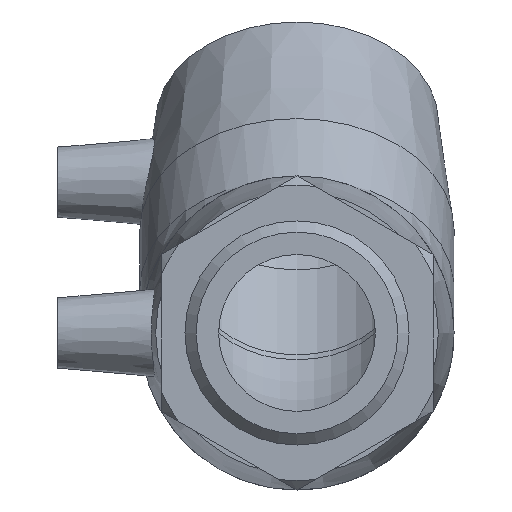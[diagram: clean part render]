
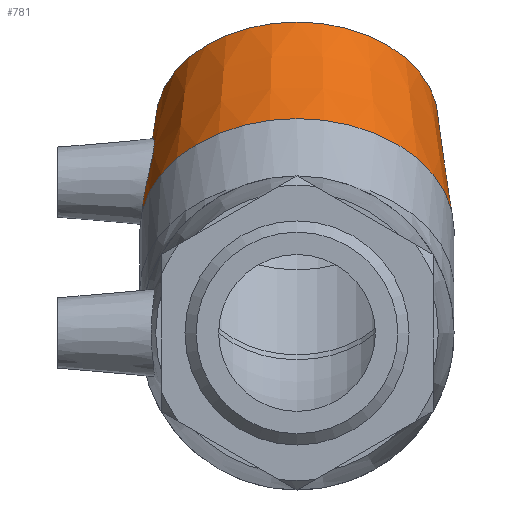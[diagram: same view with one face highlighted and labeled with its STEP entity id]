
A CAD part, left-side view. The second image highlights one B-rep face of the part: STEP entity #781.
In plain terms, the highlighted conical face has half-angle 5.885 degrees and reference radius 31.825 mm.
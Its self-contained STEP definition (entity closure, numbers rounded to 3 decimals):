
#15=B_SPLINE_CURVE_WITH_KNOTS('',3,(#1394,#1395,#1396,#1397,#1398,#1399,
#1400,#1401,#1402,#1403,#1404,#1405,#1406,#1407,#1408,#1409,#1410,#1411,
#1412,#1413,#1414,#1415,#1416,#1417,#1418,#1419,#1420,#1421,#1422,#1423,
#1424,#1425,#1426,#1427),.UNSPECIFIED.,.T.,.F.,(4,2,2,2,2,2,2,2,2,2,2,2,
2,2,2,2,4),(0.,0.34,0.68,1.023,1.365,
1.708,2.05,2.39,2.731,3.094,
3.457,3.813,4.169,4.525,4.881,
5.244,5.608),.UNSPECIFIED.);
#141=FACE_BOUND('',#284,.T.);
#142=FACE_BOUND('',#285,.T.);
#201=FACE_OUTER_BOUND('',#283,.T.);
#283=EDGE_LOOP('',(#688));
#284=EDGE_LOOP('',(#689));
#285=EDGE_LOOP('',(#690));
#346=CIRCLE('',#871,33.5);
#350=CIRCLE('',#882,30.15);
#419=VERTEX_POINT('',#1389);
#420=VERTEX_POINT('',#1393);
#424=VERTEX_POINT('',#1439);
#512=EDGE_CURVE('',#419,#419,#346,.T.);
#514=EDGE_CURVE('',#420,#420,#15,.T.);
#518=EDGE_CURVE('',#424,#424,#350,.T.);
#688=ORIENTED_EDGE('',*,*,#512,.F.);
#689=ORIENTED_EDGE('',*,*,#514,.T.);
#690=ORIENTED_EDGE('',*,*,#518,.T.);
#732=CONICAL_SURFACE('',#883,31.825,5.885);
#781=ADVANCED_FACE('',(#201,#141,#142),#732,.T.);
#871=AXIS2_PLACEMENT_3D('',#1390,#1071,#1072);
#882=AXIS2_PLACEMENT_3D('',#1440,#1093,#1094);
#883=AXIS2_PLACEMENT_3D('',#1441,#1095,#1096);
#1071=DIRECTION('center_axis',(-0.707,0.,
-0.707));
#1072=DIRECTION('ref_axis',(-0.707,0.,0.707));
#1093=DIRECTION('center_axis',(-0.707,0.,
-0.707));
#1094=DIRECTION('ref_axis',(-0.707,0.,0.707));
#1095=DIRECTION('center_axis',(-0.707,0.,
-0.707));
#1096=DIRECTION('ref_axis',(0.,1.,0.));
#1389=CARTESIAN_POINT('',(22.036,33.5,22.036));
#1390=CARTESIAN_POINT('Origin',(22.036,0.,22.036));
#1393=CARTESIAN_POINT('',(38.986,30.611,25.866));
#1394=CARTESIAN_POINT('Ctrl Pts',(38.986,30.611,25.866));
#1395=CARTESIAN_POINT('Ctrl Pts',(39.76,30.499,26.688));
#1396=CARTESIAN_POINT('Ctrl Pts',(40.423,30.452,27.72));
#1397=CARTESIAN_POINT('Ctrl Pts',(41.282,30.491,29.966));
#1398=CARTESIAN_POINT('Ctrl Pts',(41.476,30.572,31.18));
#1399=CARTESIAN_POINT('Ctrl Pts',(41.427,30.752,33.448));
#1400=CARTESIAN_POINT('Ctrl Pts',(41.178,30.863,34.657));
#1401=CARTESIAN_POINT('Ctrl Pts',(40.223,31.023,36.885));
#1402=CARTESIAN_POINT('Ctrl Pts',(39.517,31.069,37.902));
#1403=CARTESIAN_POINT('Ctrl Pts',(37.902,31.069,39.517));
#1404=CARTESIAN_POINT('Ctrl Pts',(36.885,31.023,40.223));
#1405=CARTESIAN_POINT('Ctrl Pts',(34.657,30.863,41.178));
#1406=CARTESIAN_POINT('Ctrl Pts',(33.448,30.752,41.427));
#1407=CARTESIAN_POINT('Ctrl Pts',(31.18,30.572,41.476));
#1408=CARTESIAN_POINT('Ctrl Pts',(29.966,30.491,41.282));
#1409=CARTESIAN_POINT('Ctrl Pts',(27.72,30.452,40.423));
#1410=CARTESIAN_POINT('Ctrl Pts',(26.688,30.499,39.76));
#1411=CARTESIAN_POINT('Ctrl Pts',(24.989,30.729,38.159));
#1412=CARTESIAN_POINT('Ctrl Pts',(24.241,30.936,37.104));
#1413=CARTESIAN_POINT('Ctrl Pts',(23.253,31.445,34.791));
#1414=CARTESIAN_POINT('Ctrl Pts',(23.013,31.743,33.533));
#1415=CARTESIAN_POINT('Ctrl Pts',(23.013,32.258,31.192));
#1416=CARTESIAN_POINT('Ctrl Pts',(23.244,32.512,29.95));
#1417=CARTESIAN_POINT('Ctrl Pts',(24.195,32.863,27.65));
#1418=CARTESIAN_POINT('Ctrl Pts',(24.915,32.958,26.593));
#1419=CARTESIAN_POINT('Ctrl Pts',(26.593,32.958,24.915));
#1420=CARTESIAN_POINT('Ctrl Pts',(27.65,32.863,24.195));
#1421=CARTESIAN_POINT('Ctrl Pts',(29.95,32.512,23.244));
#1422=CARTESIAN_POINT('Ctrl Pts',(31.192,32.258,23.013));
#1423=CARTESIAN_POINT('Ctrl Pts',(33.533,31.743,23.013));
#1424=CARTESIAN_POINT('Ctrl Pts',(34.791,31.445,23.253));
#1425=CARTESIAN_POINT('Ctrl Pts',(37.104,30.936,24.241));
#1426=CARTESIAN_POINT('Ctrl Pts',(38.159,30.729,24.989));
#1427=CARTESIAN_POINT('Ctrl Pts',(38.986,30.611,25.866));
#1439=CARTESIAN_POINT('',(45.017,30.15,45.017));
#1440=CARTESIAN_POINT('Origin',(45.017,0.,45.017));
#1441=CARTESIAN_POINT('Origin',(33.527,0.,
33.527));
